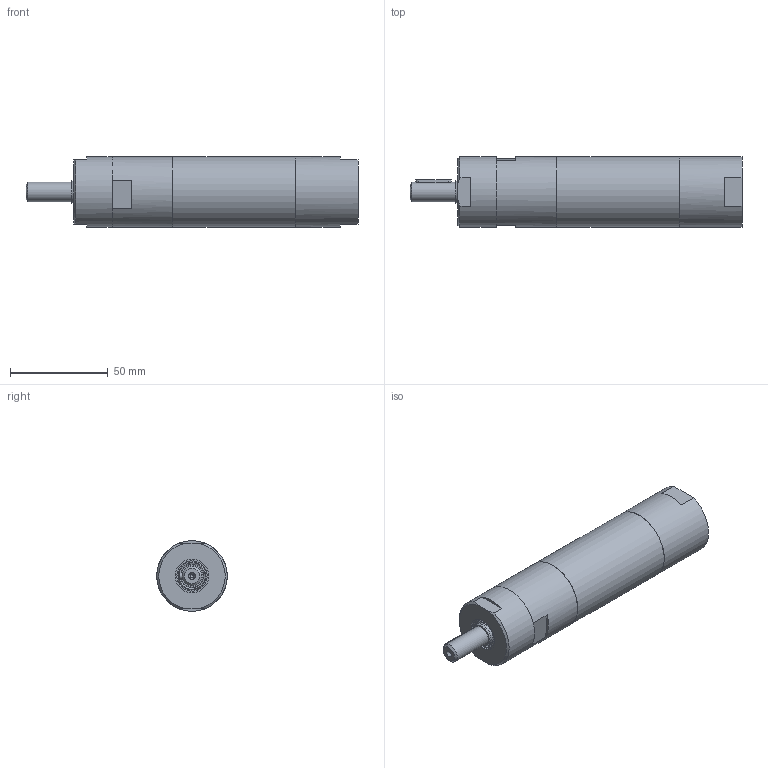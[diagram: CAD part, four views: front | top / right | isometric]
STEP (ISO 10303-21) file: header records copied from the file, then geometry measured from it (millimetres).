
FILE_DESCRIPTION((''),'2;1');
FILE_NAME('MUD 16-240_29945065.stp','2009-06-15T09:39:06',('rmorof'),(''),'Autodesk Inventor 2008','Autodesk Inventor 2008','');
FILE_SCHEMA(('CONFIG_CONTROL_DESIGN'));
Length unit declared in the file: millimetre
Products named in the file (1): MUD 16-240_29945065
Bounding box: 169.7 x 36 x 36 mm (x, y, z)
Volume: 145421 mm3; surface area: 21681.5 mm2
Topology: 1 solids, 3 shells, 68 faces, 144 edges, 93 vertices
Faces by surface type: plane 33, cylinder 14, bspline 13, cone 7, torus 1
Full cylindrical faces by diameter (mm): 10 x1, 11.95 x1, 15.5 x1, 17 x1, 30.841 x1, 34.258 x2, 36 x4
Entity records: 1985 total; most frequent: CARTESIAN_POINT 606, DIRECTION 266, ORIENTED_EDGE 206, AXIS2_PLACEMENT_3D 117, EDGE_LOOP 110, EDGE_CURVE 103, VERTEX_POINT 81, FACE_OUTER_BOUND 68
